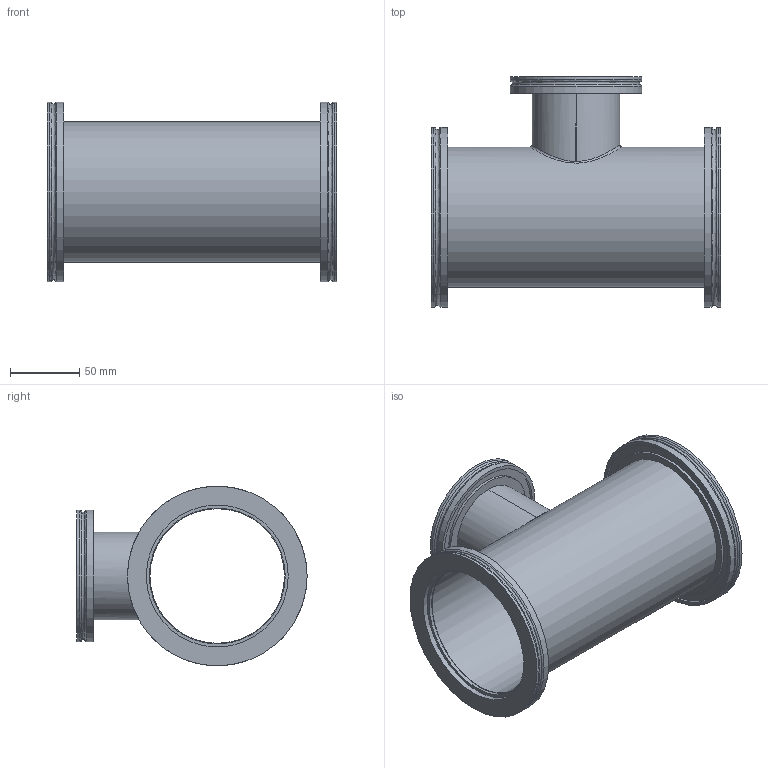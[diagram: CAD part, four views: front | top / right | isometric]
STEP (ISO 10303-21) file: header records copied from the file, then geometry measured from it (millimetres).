
FILE_DESCRIPTION (( 'STEP AP214' ), '1' );
FILE_NAME ('TR1ISOK10063 FULLVAC.STEP', '2019-10-16T12:23:16', ( '' ), ( '' ), 'SwSTEP 2.0', 'SolidWorks 2017', '' );
FILE_SCHEMA (( 'AUTOMOTIVE_DESIGN' ));
Length unit declared in the file: millimetre
Products named in the file (4): TR1ISOK10063 FULLVAC; 2^TR1ISOK10063 FULLVAC; 1^TR1ISOK10063 FULLVAC; 3^TR1ISOK10063 FULLVAC
Assembly tree (4 placements, depth 2):
  TR1ISOK10063 FULLVAC
    1^TR1ISOK10063 FULLVAC
    2^TR1ISOK10063 FULLVAC  x2
    3^TR1ISOK10063 FULLVAC
Bounding box: 209.7 x 166.55 x 130 mm (x, y, z)
Volume: 291288 mm3; surface area: 198013 mm2
Topology: 4 solids, 4 shells, 63 faces, 121 edges, 79 vertices
Faces by surface type: cylinder 25, plane 21, bspline 14, cone 3
Full cylindrical faces by diameter (mm): 60.2 x2, 63.5 x1, 63.8 x1, 70.1 x1, 77.2 x1, 89.9 x1, 95 x2, 97.38 x1, 98.3 x2, 101.6 x1, 101.9 x2, 102.7 x2, 112.3 x2, 125 x2, 130 x4
Entity records: 2950 total; most frequent: CARTESIAN_POINT 1565, DIRECTION 164, EDGE_LOOP 92, ORIENTED_EDGE 92, AXIS2_PLACEMENT_3D 82, FACE_OUTER_BOUND 73, UNCERTAINTY_MEASURE_WITH_UNIT 55, COLOUR_RGB 51
